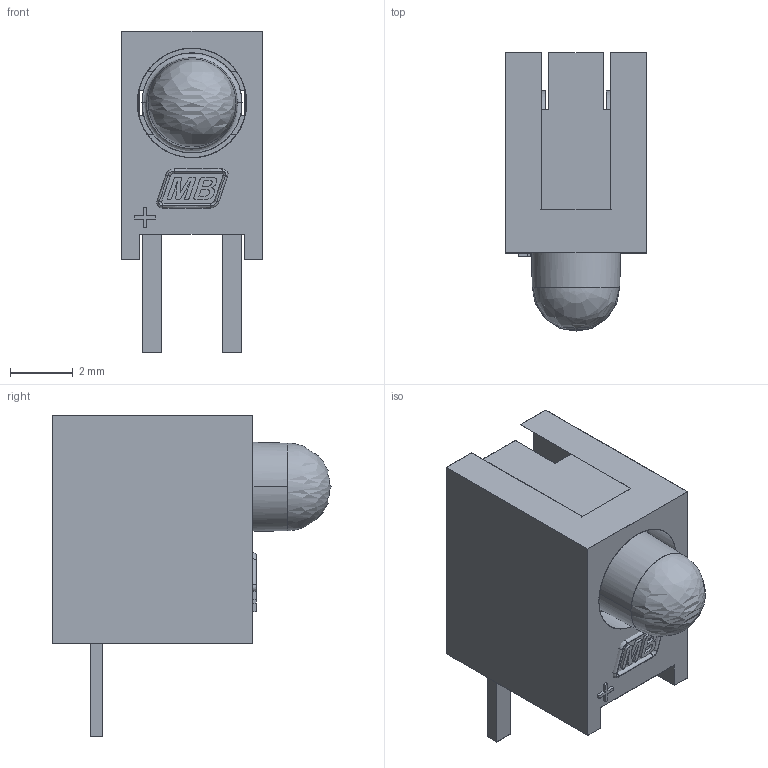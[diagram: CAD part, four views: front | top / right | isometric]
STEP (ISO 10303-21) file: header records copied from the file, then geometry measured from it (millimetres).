
FILE_DESCRIPTION(/* description */ (''),/* implementation_level */ '2;1');
FILE_NAME(/* name */ 'LED3MM~1',/* time_stamp */ '2013-04-20T12:33:35+02:00',/* author */ (''),/* organization */ (''),/* preprocessor_version */ 'ST-DEVELOPER v14',/* originating_system */ '',/* authorisation */ '');
FILE_SCHEMA (('AUTOMOTIVE_DESIGN'));
Length unit declared in the file: millimetre
Products named in the file (1): Document
Bounding box: 4.5 x 8.9 x 10.3 mm (x, y, z)
Volume: 174.4 mm3; surface area: 453.5 mm2
Topology: 8 solids, 159 shells, 421 faces, 1310 edges, 1046 vertices
Faces by surface type: bspline 314, plane 107
Entity records: 28075 total; most frequent: CARTESIAN_POINT 13616, B_SPLINE_CURVE_WITH_KNOTS 2090, ORIENTED_EDGE 1778, PCURVE 1778, DEFINITIONAL_REPRESENTATION 1778, SURFACE_CURVE 1306, EDGE_CURVE 1306, VERTEX_POINT 1046
